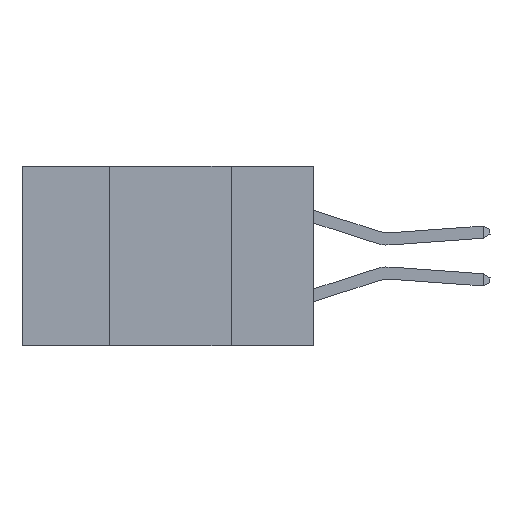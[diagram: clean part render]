
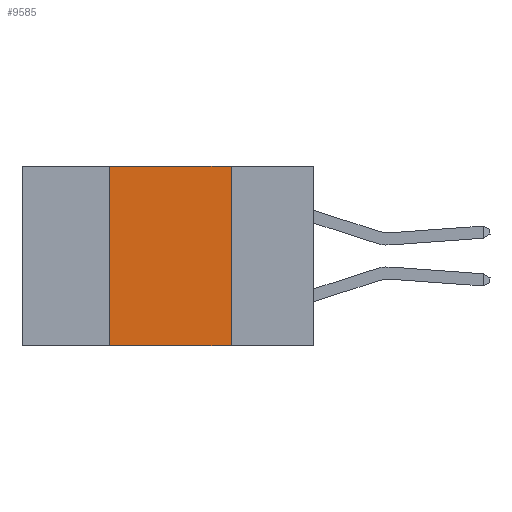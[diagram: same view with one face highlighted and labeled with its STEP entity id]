
A CAD part, left-side view. The second image highlights one B-rep face of the part: STEP entity #9585.
In plain terms, the highlighted planar face has unit normal (-1, 0, 0).
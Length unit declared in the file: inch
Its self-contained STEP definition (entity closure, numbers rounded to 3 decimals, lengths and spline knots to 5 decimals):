
#419 = EDGE_LOOP ( 'NONE', ( #11355, #7044, #11412, #1641 ) ) ;
#1384 = DIRECTION ( 'NONE',  ( 0., 0., 1. ) ) ;
#1641 = ORIENTED_EDGE ( 'NONE', *, *, #12857, .T. ) ;
#3492 = DIRECTION ( 'NONE',  ( 0., -1., 0. ) ) ;
#5699 = AXIS2_PLACEMENT_3D ( 'NONE', #20476, #16311, #22036 ) ;
#5700 = CARTESIAN_POINT ( 'NONE',  ( 0., 0.6, -0.37 ) ) ;
#6037 = LINE ( 'NONE', #15776, #17938 ) ;
#6762 = CARTESIAN_POINT ( 'NONE',  ( 0., 0.17, 0. ) ) ;
#7044 = ORIENTED_EDGE ( 'NONE', *, *, #15573, .F. ) ;
#8286 = DIRECTION ( 'NONE',  ( 0., 0., -1. ) ) ;
#9585 = ADVANCED_FACE ( 'NONE', ( #11356 ), #16560, .F. ) ;
#11355 = ORIENTED_EDGE ( 'NONE', *, *, #18788, .F. ) ;
#11356 = FACE_OUTER_BOUND ( 'NONE', #419, .T. ) ;
#11412 = ORIENTED_EDGE ( 'NONE', *, *, #17696, .F. ) ;
#12857 = EDGE_CURVE ( 'NONE', #19622, #14421, #16406, .T. ) ;
#13776 = CARTESIAN_POINT ( 'NONE',  ( 0., 0.17, -0.37 ) ) ;
#14115 = LINE ( 'NONE', #20403, #23663 ) ;
#14421 = VERTEX_POINT ( 'NONE', #13776 ) ;
#14515 = CARTESIAN_POINT ( 'NONE',  ( 0., 0.42, 0. ) ) ;
#14550 = VERTEX_POINT ( 'NONE', #14515 ) ;
#14770 = LINE ( 'NONE', #18992, #15971 ) ;
#14995 = VERTEX_POINT ( 'NONE', #6762 ) ;
#15165 = CARTESIAN_POINT ( 'NONE',  ( 0., 0.42, -0.37 ) ) ;
#15501 = VECTOR ( 'NONE', #22839, 39.37008 ) ;
#15573 = EDGE_CURVE ( 'NONE', #14550, #14995, #14770, .T. ) ;
#15776 = CARTESIAN_POINT ( 'NONE',  ( 0., 0.17, 0. ) ) ;
#15971 = VECTOR ( 'NONE', #3492, 39.37008 ) ;
#16311 = DIRECTION ( 'NONE',  ( 1., 0., 0. ) ) ;
#16406 = LINE ( 'NONE', #5700, #15501 ) ;
#16560 = PLANE ( 'NONE',  #5699 ) ;
#17696 = EDGE_CURVE ( 'NONE', #19622, #14550, #14115, .T. ) ;
#17938 = VECTOR ( 'NONE', #8286, 39.37008 ) ;
#18788 = EDGE_CURVE ( 'NONE', #14995, #14421, #6037, .T. ) ;
#18992 = CARTESIAN_POINT ( 'NONE',  ( 0., 0.6, 0. ) ) ;
#19622 = VERTEX_POINT ( 'NONE', #15165 ) ;
#20403 = CARTESIAN_POINT ( 'NONE',  ( 0., 0.42, 0. ) ) ;
#20476 = CARTESIAN_POINT ( 'NONE',  ( 0., 0.6, 0. ) ) ;
#22036 = DIRECTION ( 'NONE',  ( 0., 0., -1. ) ) ;
#22839 = DIRECTION ( 'NONE',  ( 0., -1., 0. ) ) ;
#23663 = VECTOR ( 'NONE', #1384, 39.37008 ) ;
